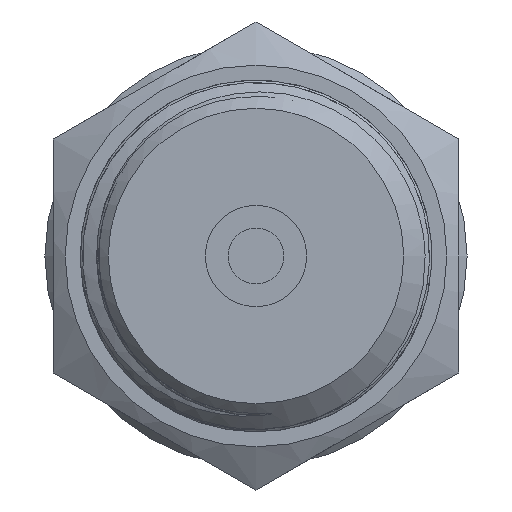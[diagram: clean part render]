
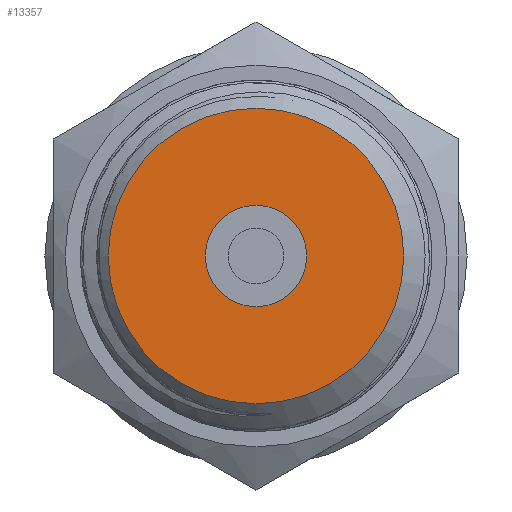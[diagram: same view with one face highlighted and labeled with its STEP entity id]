
A CAD part, left-side view. The second image highlights one B-rep face of the part: STEP entity #13357.
In plain terms, the highlighted planar face has unit normal (-1, 0, 0).
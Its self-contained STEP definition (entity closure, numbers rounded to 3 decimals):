
#184=PLANE('',#13988);
#433=FACE_BOUND('',#1860,.T.);
#1073=FACE_OUTER_BOUND('',#1859,.T.);
#1859=EDGE_LOOP('',(#10423));
#1860=EDGE_LOOP('',(#10424));
#2392=CIRCLE('',#13987,3.);
#2393=CIRCLE('',#13989,8.75);
#5905=VERTEX_POINT('',#27389);
#5906=VERTEX_POINT('',#27393);
#7545=EDGE_CURVE('',#5905,#5905,#2392,.T.);
#7547=EDGE_CURVE('',#5906,#5906,#2393,.T.);
#10423=ORIENTED_EDGE('',*,*,#7547,.F.);
#10424=ORIENTED_EDGE('',*,*,#7545,.T.);
#13357=ADVANCED_FACE('',(#1073,#433),#184,.T.);
#13987=AXIS2_PLACEMENT_3D('',#27390,#15078,#15079);
#13988=AXIS2_PLACEMENT_3D('',#27392,#15081,#15082);
#13989=AXIS2_PLACEMENT_3D('',#27394,#15083,#15084);
#15078=DIRECTION('center_axis',(1.,0.,0.));
#15079=DIRECTION('ref_axis',(0.,0.,-1.));
#15081=DIRECTION('center_axis',(-1.,0.,0.));
#15082=DIRECTION('ref_axis',(0.,0.,1.));
#15083=DIRECTION('center_axis',(1.,0.,0.));
#15084=DIRECTION('ref_axis',(0.,0.,-1.));
#27389=CARTESIAN_POINT('',(3.,-3.,0.));
#27390=CARTESIAN_POINT('Origin',(3.,0.,0.));
#27392=CARTESIAN_POINT('Origin',(3.,8.75,0.));
#27393=CARTESIAN_POINT('',(3.,-8.75,0.));
#27394=CARTESIAN_POINT('Origin',(3.,0.,0.));
